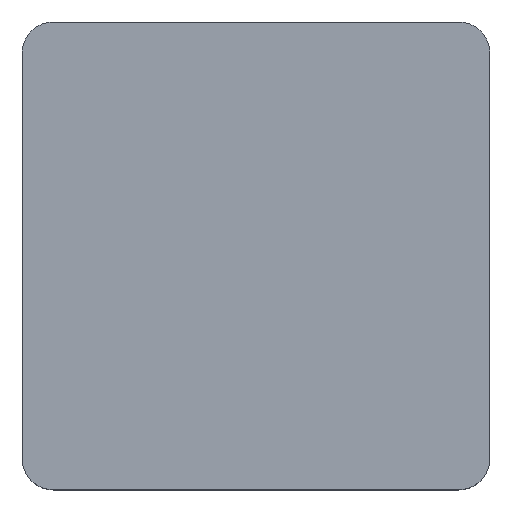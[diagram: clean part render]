
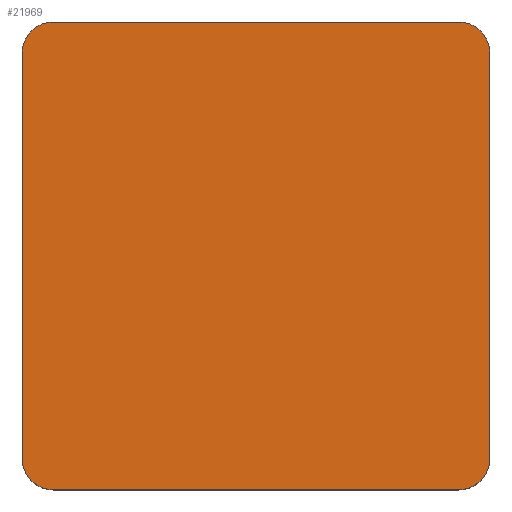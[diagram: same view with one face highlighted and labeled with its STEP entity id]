
A CAD part, top view. The second image highlights one B-rep face of the part: STEP entity #21969.
In plain terms, the highlighted planar face has unit normal (0, 0, 1).
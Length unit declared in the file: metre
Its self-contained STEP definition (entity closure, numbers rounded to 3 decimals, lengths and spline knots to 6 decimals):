
#656=LINE('',#27764,#2753);
#684=LINE('',#27963,#2781);
#778=LINE('',#28538,#2875);
#1114=LINE('',#30453,#3211);
#2753=VECTOR('',#24014,1.);
#2781=VECTOR('',#24046,1.);
#2875=VECTOR('',#24144,1.);
#3211=VECTOR('',#24562,1.);
#6994=ORIENTED_EDGE('',*,*,#13704,.F.);
#6995=ORIENTED_EDGE('',*,*,#13706,.T.);
#6996=ORIENTED_EDGE('',*,*,#12784,.T.);
#6997=ORIENTED_EDGE('',*,*,#13707,.T.);
#6998=ORIENTED_EDGE('',*,*,#12848,.T.);
#6999=ORIENTED_EDGE('',*,*,#13708,.T.);
#7000=ORIENTED_EDGE('',*,*,#13039,.F.);
#7001=ORIENTED_EDGE('',*,*,#13709,.T.);
#12784=EDGE_CURVE('',#16152,#16151,#656,.T.);
#12848=EDGE_CURVE('',#16216,#16215,#684,.T.);
#13039=EDGE_CURVE('',#16406,#16407,#778,.T.);
#13704=EDGE_CURVE('',#17065,#17066,#1114,.T.);
#13706=EDGE_CURVE('',#17065,#16152,#18419,.T.);
#13707=EDGE_CURVE('',#16151,#16216,#18420,.T.);
#13708=EDGE_CURVE('',#16215,#16407,#18421,.T.);
#13709=EDGE_CURVE('',#16406,#17066,#18422,.T.);
#16151=VERTEX_POINT('',#27763);
#16152=VERTEX_POINT('',#27765);
#16215=VERTEX_POINT('',#27962);
#16216=VERTEX_POINT('',#27964);
#16406=VERTEX_POINT('',#28537);
#16407=VERTEX_POINT('',#28539);
#17065=VERTEX_POINT('',#30452);
#17066=VERTEX_POINT('',#30454);
#18419=CIRCLE('',#23277,0.01);
#18420=CIRCLE('',#23279,0.01);
#18421=CIRCLE('',#23281,0.01);
#18422=CIRCLE('',#23283,0.01);
#18585=EDGE_LOOP('',(#6994,#6995,#6996,#6997,#6998,#6999,#7000,#7001));
#20014=FACE_BOUND('',#18585,.T.);
#21343=PLANE('',#23284);
#21969=ADVANCED_FACE('',(#20014),#21343,.T.);
#23277=AXIS2_PLACEMENT_3D('',#30457,#24566,#24567);
#23279=AXIS2_PLACEMENT_3D('',#30459,#24570,#24571);
#23281=AXIS2_PLACEMENT_3D('',#30461,#24574,#24575);
#23283=AXIS2_PLACEMENT_3D('',#30463,#24578,#24579);
#23284=AXIS2_PLACEMENT_3D('',#30464,#24580,#24581);
#24014=DIRECTION('',(-1.,0.,0.));
#24046=DIRECTION('',(0.,-1.,0.));
#24144=DIRECTION('',(-1.,0.,0.));
#24562=DIRECTION('',(0.,-1.,0.));
#24566=DIRECTION('',(0.,0.,1.));
#24567=DIRECTION('',(1.,0.,0.));
#24570=DIRECTION('',(0.,0.,1.));
#24571=DIRECTION('',(1.,0.,0.));
#24574=DIRECTION('',(0.,0.,1.));
#24575=DIRECTION('',(1.,0.,0.));
#24578=DIRECTION('',(0.,0.,1.));
#24579=DIRECTION('',(1.,0.,0.));
#24580=DIRECTION('',(0.,0.,1.));
#24581=DIRECTION('',(1.,0.,0.));
#27763=CARTESIAN_POINT('',(-0.065,0.075,0.05));
#27764=CARTESIAN_POINT('',(0.,0.075,0.05));
#27765=CARTESIAN_POINT('',(0.065,0.075,0.05));
#27962=CARTESIAN_POINT('',(-0.075,-0.065,0.05));
#27963=CARTESIAN_POINT('',(-0.075,0.,0.05));
#27964=CARTESIAN_POINT('',(-0.075,0.065,0.05));
#28537=CARTESIAN_POINT('',(0.065,-0.075,0.05));
#28538=CARTESIAN_POINT('',(0.,-0.075,0.05));
#28539=CARTESIAN_POINT('',(-0.065,-0.075,0.05));
#30452=CARTESIAN_POINT('',(0.075,0.065,0.05));
#30453=CARTESIAN_POINT('',(0.075,0.,0.05));
#30454=CARTESIAN_POINT('',(0.075,-0.065,0.05));
#30457=CARTESIAN_POINT('',(0.065,0.065,0.05));
#30459=CARTESIAN_POINT('',(-0.065,0.065,0.05));
#30461=CARTESIAN_POINT('',(-0.065,-0.065,0.05));
#30463=CARTESIAN_POINT('',(0.065,-0.065,0.05));
#30464=CARTESIAN_POINT('',(0.,0.,0.05));
